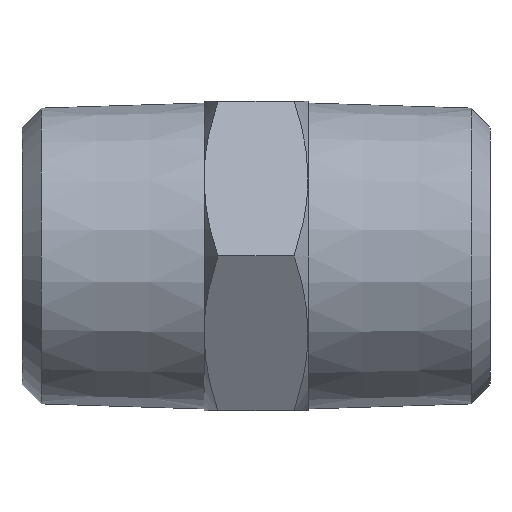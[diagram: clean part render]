
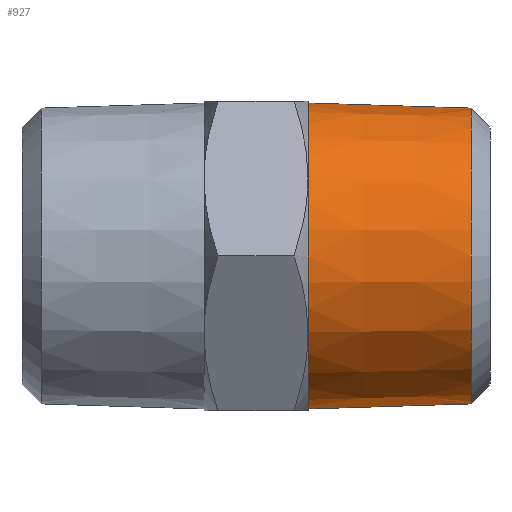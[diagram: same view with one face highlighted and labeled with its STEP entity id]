
A CAD part, front view. The second image highlights one B-rep face of the part: STEP entity #927.
In plain terms, the highlighted conical face has half-angle 1.783 degrees and reference radius 11.113 mm.
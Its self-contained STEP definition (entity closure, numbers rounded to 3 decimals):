
#5 = EDGE_CURVE ( 'NONE', #207, #433, #800, .T. ) ;
#58 = CARTESIAN_POINT ( 'NONE',  ( 15.64, 0., -10.743 ) ) ;
#68 = CARTESIAN_POINT ( 'NONE',  ( 3.778, 0., 11.113 ) ) ;
#71 = EDGE_CURVE ( 'NONE', #770, #224, #971, .T. ) ;
#73 = CARTESIAN_POINT ( 'NONE',  ( 15.64, 0., 0. ) ) ;
#78 = CARTESIAN_POINT ( 'NONE',  ( 3.778, 0., -11.113 ) ) ;
#156 = CARTESIAN_POINT ( 'NONE',  ( 15.64, 0., 10.743 ) ) ;
#178 = CIRCLE ( 'NONE', #319, 10.743 ) ;
#180 = DIRECTION ( 'NONE',  ( 0., 0., -1. ) ) ;
#207 = VERTEX_POINT ( 'NONE', #58 ) ;
#224 = VERTEX_POINT ( 'NONE', #68 ) ;
#270 = VECTOR ( 'NONE', #715, 1000. ) ;
#274 = CARTESIAN_POINT ( 'NONE',  ( 3.778, 0., 0. ) ) ;
#294 = EDGE_CURVE ( 'NONE', #224, #433, #789, .T. ) ;
#299 = CARTESIAN_POINT ( 'NONE',  ( 3.778, 0., 0. ) ) ;
#300 = ORIENTED_EDGE ( 'NONE', *, *, #294, .T. ) ;
#319 = AXIS2_PLACEMENT_3D ( 'NONE', #73, #323, #620 ) ;
#323 = DIRECTION ( 'NONE',  ( -1., 0., 0. ) ) ;
#337 = ORIENTED_EDGE ( 'NONE', *, *, #71, .T. ) ;
#432 = EDGE_CURVE ( 'NONE', #207, #770, #178, .T. ) ;
#433 = VERTEX_POINT ( 'NONE', #78 ) ;
#437 = VECTOR ( 'NONE', #811, 1000. ) ;
#543 = DIRECTION ( 'NONE',  ( 0., 0., -1. ) ) ;
#571 = DIRECTION ( 'NONE',  ( -1., 0., 0. ) ) ;
#612 = DIRECTION ( 'NONE',  ( 1., 0., 0. ) ) ;
#620 = DIRECTION ( 'NONE',  ( 0., 0., 1. ) ) ;
#625 = AXIS2_PLACEMENT_3D ( 'NONE', #274, #571, #180 ) ;
#634 = CARTESIAN_POINT ( 'NONE',  ( 3.778, 0., 11.113 ) ) ;
#659 = AXIS2_PLACEMENT_3D ( 'NONE', #299, #612, #543 ) ;
#715 = DIRECTION ( 'NONE',  ( -1., 0., -0.031 ) ) ;
#741 = FACE_OUTER_BOUND ( 'NONE', #942, .T. ) ;
#770 = VERTEX_POINT ( 'NONE', #156 ) ;
#789 = CIRCLE ( 'NONE', #659, 11.113 ) ;
#800 = LINE ( 'NONE', #895, #270 ) ;
#811 = DIRECTION ( 'NONE',  ( -1., 0., 0.031 ) ) ;
#895 = CARTESIAN_POINT ( 'NONE',  ( 3.778, 0., -11.113 ) ) ;
#927 = ADVANCED_FACE ( 'NONE', ( #741 ), #1033, .T. ) ;
#931 = ORIENTED_EDGE ( 'NONE', *, *, #5, .F. ) ;
#942 = EDGE_LOOP ( 'NONE', ( #1023, #337, #300, #931 ) ) ;
#971 = LINE ( 'NONE', #634, #437 ) ;
#1023 = ORIENTED_EDGE ( 'NONE', *, *, #432, .T. ) ;
#1033 = CONICAL_SURFACE ( 'NONE', #625, 11.113, 0.031 ) ;
